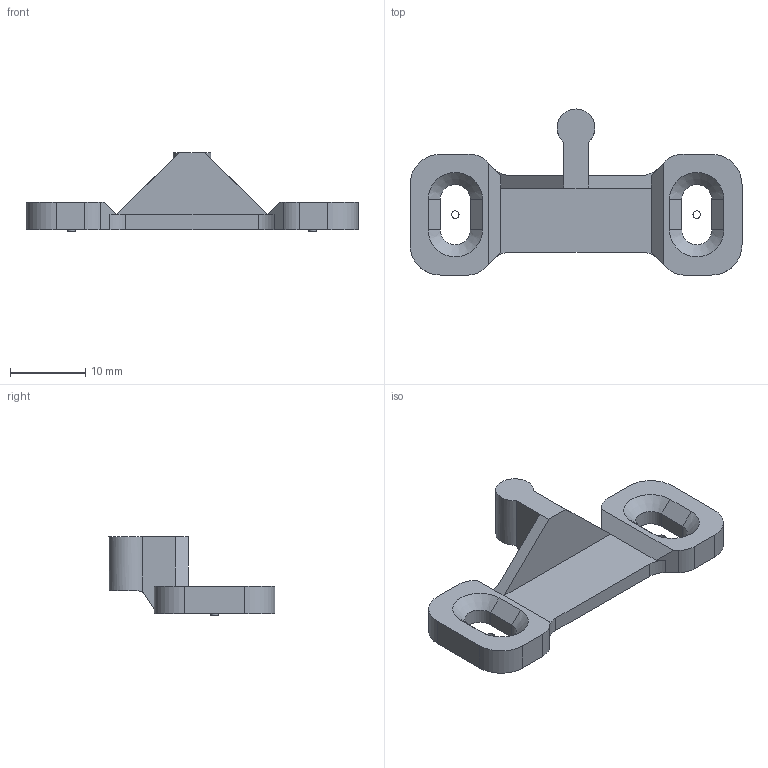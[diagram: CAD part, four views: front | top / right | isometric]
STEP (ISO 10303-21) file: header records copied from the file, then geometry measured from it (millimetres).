
FILE_DESCRIPTION (( 'STEP AP203' ), '1' );
FILE_NAME ('Zaczep_boczny.STEP', '2019-12-09T10:22:49', ( 'Konstruktor_1' ), ( 'Microsoft' ), 'SwSTEP 2.0', 'SolidWorks 2018', '' );
FILE_SCHEMA (( 'CONFIG_CONTROL_DESIGN' ));
Length unit declared in the file: millimetre
Products named in the file (1): Zaczep_boczny
Bounding box: 44 x 22 x 10.45 mm (x, y, z)
Surface area: 1896.5 mm2 (no closed solid volume)
Topology: 0 solids, 3 shells, 60 faces, 162 edges, 104 vertices
Faces by surface type: plane 35, cylinder 21, cone 4
Full cylindrical faces by diameter (mm): 1 x2
Entity records: 1953 total; most frequent: CARTESIAN_POINT 341, DIRECTION 322, ORIENTED_EDGE 316, EDGE_CURVE 160, VECTOR 112, LINE 112, AXIS2_PLACEMENT_3D 105, VERTEX_POINT 104
